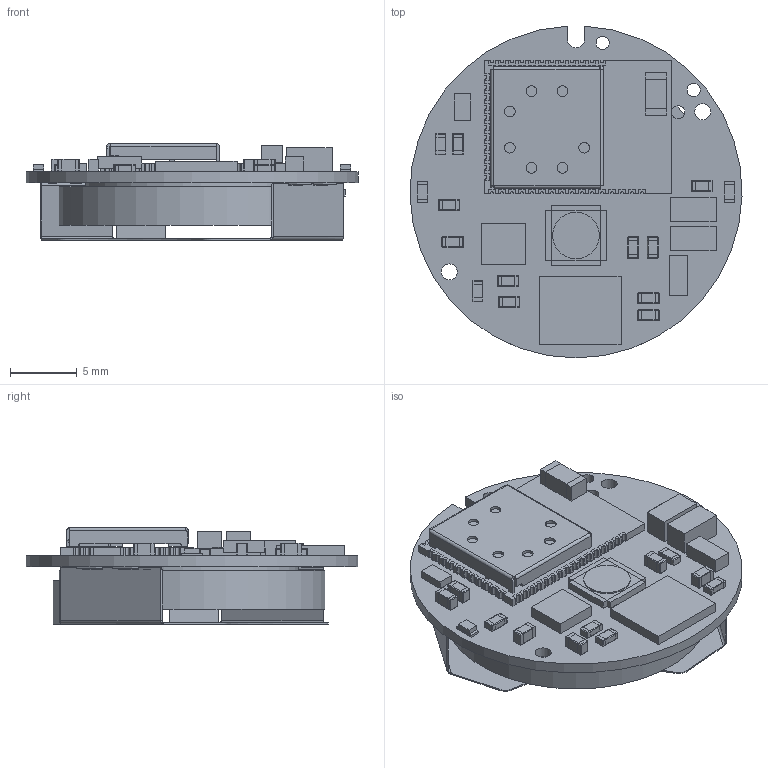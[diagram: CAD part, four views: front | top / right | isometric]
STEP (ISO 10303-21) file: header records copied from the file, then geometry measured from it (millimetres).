
FILE_DESCRIPTION(('Open CASCADE Model'),'2;1');
FILE_NAME('Open CASCADE Shape Model','2017-03-02T20:36:49',('Author'),( 'Open CASCADE'),'Open CASCADE STEP processor 6.8','Open CASCADE 6.8' ,'Unknown');
FILE_SCHEMA(('AUTOMOTIVE_DESIGN { 1 0 10303 214 1 1 1 1 }'));
Length unit declared in the file: millimetre
Products named in the file (61): PCB; Board; R2; RESC1608X55N_EIA_0603; LED2; 570916024; Extruded; 570916568; R1; BAT1; Battery_Holder_BK-912-G-TR; 1047129792; Cylinder; 1047129920; C2; CAPC1608X95N_EIA_0603; C3; C4; C5; C6; 570916840; C7; C10; C11; FB1; GND; 1047130048; LED1; Q1; 570916704; Q2; 570916432; R4; R5; R3; U3; 570916160; VBAT+; U2; BL652_SA_A1 ...
Assembly tree (112 placements, depth 4):
  PCB
    Board
    R2
      RESC1608X55N_EIA_0603
    LED2
      570916024
        Extruded
      570916568
        Extruded
    R1
      RESC1608X55N_EIA_0603
    BAT1
      Battery_Holder_BK-912-G-TR
      1047129792
        Cylinder
      1047129920
        Cylinder
    C2
      CAPC1608X95N_EIA_0603
    C3
      CAPC1608X95N_EIA_0603
    C4
      CAPC1608X95N_EIA_0603
    C5
      CAPC1608X95N_EIA_0603
    C6
      570916840
        Extruded
    C7
      570916840
        Extruded
    C10
      CAPC1608X95N_EIA_0603
    C11
      CAPC1608X95N_EIA_0603
    FB1
      RESC1608X55N_EIA_0603
    GND
      1047130048
        Cylinder
    LED1
      570916024
        Extruded
      570916568
        Extruded
    Q1
      570916704
        Extruded
    Q2
      570916432
        Extruded
    R4
      RESC1608X55N_EIA_0603
    R5
      RESC1608X55N_EIA_0603
    R3
      RESC1608X55N_EIA_0603
    U3
      570916160
        Extruded
Bounding box: 24.89 x 24.88 x 7.24 mm (x, y, z)
Volume: 1602.9 mm3; surface area: 4107.7 mm2
Topology: 75 solids, 75 shells, 1378 faces, 3284 edges, 1960 vertices
Faces by surface type: plane 946, cylinder 336, sphere 96
Full cylindrical faces by diameter (mm): 0.6 x2, 0.991 x3, 1.2 x2, 3.5 x1, 16 x1, 20 x1
Entity records: 19427 total; most frequent: CARTESIAN_POINT 3086, DIRECTION 2922, ORIENTED_EDGE 2874, EDGE_CURVE 1437, LINE 1234, VECTOR 1234, VERTEX_POINT 926, AXIS2_PLACEMENT_3D 844
